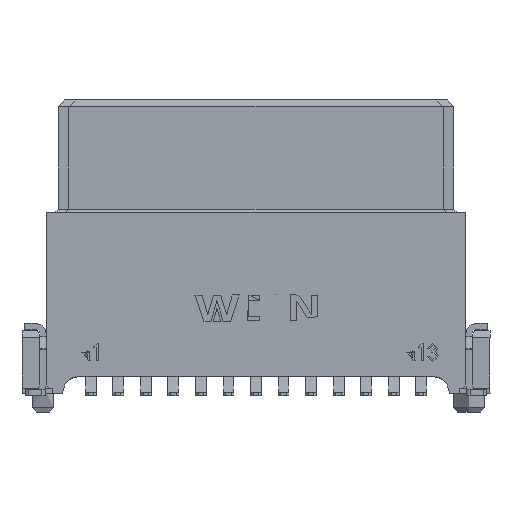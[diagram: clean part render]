
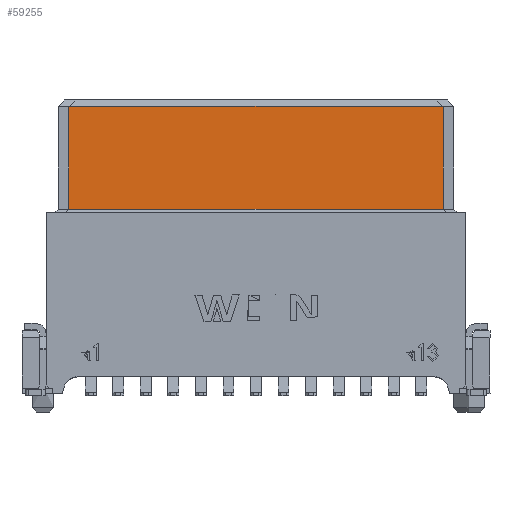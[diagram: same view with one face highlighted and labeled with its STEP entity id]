
A CAD part, front view. The second image highlights one B-rep face of the part: STEP entity #59255.
In plain terms, the highlighted planar face has unit normal (0, -1, 0).
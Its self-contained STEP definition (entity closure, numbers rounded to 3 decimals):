
#107=CARTESIAN_POINT('',(8.63,-1.525,13.25));
#108=VERTEX_POINT('',#107);
#115=CARTESIAN_POINT('',(8.63,-1.525,8.5));
#116=VERTEX_POINT('',#115);
#117=CARTESIAN_POINT('',(8.63,-1.525,13.25));
#118=DIRECTION('',(0.,0.,-1.));
#119=VECTOR('',#118,4.75);
#120=LINE('',#117,#119);
#121=EDGE_CURVE('',#108,#116,#120,.T.);
#59225=CARTESIAN_POINT('',(0.,-1.525,10.875));
#59226=DIRECTION('',(1.,0.,0.));
#59227=DIRECTION('',(0.,-1.,0.));
#59228=AXIS2_PLACEMENT_3D('',#59225,#59227,#59226);
#59229=PLANE('',#59228);
#59230=CARTESIAN_POINT('',(-8.63,-1.525,13.25));
#59231=VERTEX_POINT('',#59230);
#59232=CARTESIAN_POINT('',(-8.63,-1.525,8.5));
#59233=VERTEX_POINT('',#59232);
#59234=CARTESIAN_POINT('',(-8.63,-1.525,13.25));
#59235=DIRECTION('',(0.,0.,-1.));
#59236=VECTOR('',#59235,4.75);
#59237=LINE('',#59234,#59236);
#59238=EDGE_CURVE('',#59231,#59233,#59237,.T.);
#59239=ORIENTED_EDGE('',*,*,#59238,.T.);
#59240=CARTESIAN_POINT('',(-8.63,-1.525,8.5));
#59241=DIRECTION('',(1.,0.,0.));
#59242=VECTOR('',#59241,17.26);
#59243=LINE('',#59240,#59242);
#59244=EDGE_CURVE('',#59233,#116,#59243,.T.);
#59245=ORIENTED_EDGE('',*,*,#59244,.T.);
#59246=ORIENTED_EDGE('',*,*,#121,.F.);
#59247=CARTESIAN_POINT('',(8.63,-1.525,13.25));
#59248=DIRECTION('',(-1.,0.,0.));
#59249=VECTOR('',#59248,17.26);
#59250=LINE('',#59247,#59249);
#59251=EDGE_CURVE('',#108,#59231,#59250,.T.);
#59252=ORIENTED_EDGE('',*,*,#59251,.T.);
#59253=EDGE_LOOP('',(#59239,#59245,#59246,#59252));
#59254=FACE_OUTER_BOUND('',#59253,.T.);
#59255=ADVANCED_FACE('',(#59254),#59229,.T.);
